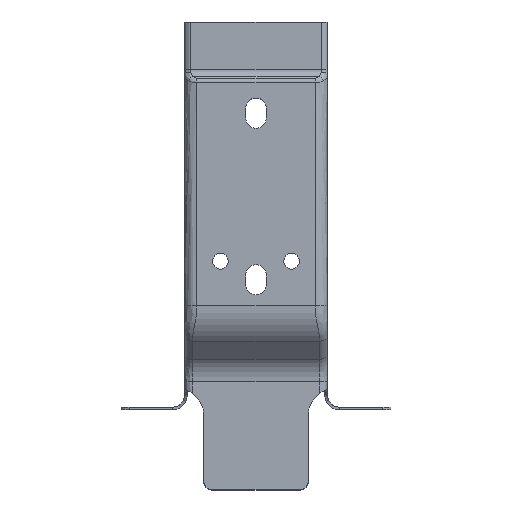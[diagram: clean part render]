
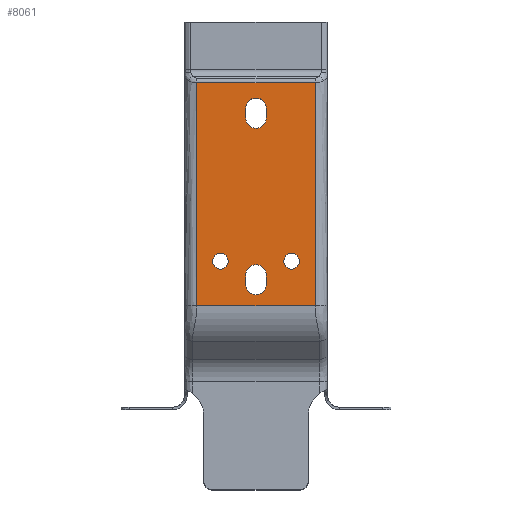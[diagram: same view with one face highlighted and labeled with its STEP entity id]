
A CAD part, top view. The second image highlights one B-rep face of the part: STEP entity #8061.
In plain terms, the highlighted free-form (B-spline) face has degree [1, 1] with [2, 2] control points.
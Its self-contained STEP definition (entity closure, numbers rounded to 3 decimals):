
#180=CARTESIAN_POINT('',(946.1,-813.391,0.));
#181=VERTEX_POINT('',#180);
#184=CARTESIAN_POINT('',(951.1,-813.391,0.));
#185=DIRECTION('',(-0.,-0.,-1.));
#186=DIRECTION('',(-1.,0.,0.));
#187=AXIS2_PLACEMENT_3D('',#184,#185,#186);
#188=CIRCLE('',#187,5.);
#189=CARTESIAN_POINT('',(956.1,-813.391,0.));
#190=CARTESIAN_POINT('',(946.1,-813.391,0.));
#191=TRIMMED_CURVE('',#188,(#189),(#190),.T.,.CARTESIAN.);
#192=CARTESIAN_POINT('',(956.1,-813.391,0.));
#193=VERTEX_POINT('',#192);
#194=EDGE_CURVE('',#193,#181,#191,.T.);
#228=CARTESIAN_POINT('',(951.1,-813.391,0.));
#229=DIRECTION('',(0.,-0.,-1.));
#230=DIRECTION('',(1.,0.,0.));
#231=AXIS2_PLACEMENT_3D('',#228,#229,#230);
#232=CIRCLE('',#231,5.);
#233=CARTESIAN_POINT('',(946.1,-813.391,0.));
#234=CARTESIAN_POINT('',(956.1,-813.391,0.));
#235=TRIMMED_CURVE('',#232,(#233),(#234),.T.,.CARTESIAN.);
#236=EDGE_CURVE('',#181,#193,#235,.T.);
#457=CARTESIAN_POINT('',(1000.9,-813.391,0.));
#458=VERTEX_POINT('',#457);
#481=CARTESIAN_POINT('',(990.9,-813.391,0.));
#482=VERTEX_POINT('',#481);
#485=CARTESIAN_POINT('',(995.9,-813.391,0.));
#486=DIRECTION('',(-0.,-0.,-1.));
#487=DIRECTION('',(-1.,0.,0.));
#488=AXIS2_PLACEMENT_3D('',#485,#486,#487);
#489=CIRCLE('',#488,5.);
#490=CARTESIAN_POINT('',(1000.9,-813.391,0.));
#491=CARTESIAN_POINT('',(990.9,-813.391,0.));
#492=TRIMMED_CURVE('',#489,(#490),(#491),.T.,.CARTESIAN.);
#493=EDGE_CURVE('',#458,#482,#492,.T.);
#518=CARTESIAN_POINT('',(995.9,-813.391,0.));
#519=DIRECTION('',(0.,-0.,-1.));
#520=DIRECTION('',(1.,0.,0.));
#521=AXIS2_PLACEMENT_3D('',#518,#519,#520);
#522=CIRCLE('',#521,5.);
#523=CARTESIAN_POINT('',(990.9,-813.391,0.));
#524=CARTESIAN_POINT('',(1000.9,-813.391,0.));
#525=TRIMMED_CURVE('',#522,(#523),(#524),.T.,.CARTESIAN.);
#526=EDGE_CURVE('',#482,#458,#525,.T.);
#6263=CARTESIAN_POINT('',(1010.9,-700.696,0.));
#6264=VERTEX_POINT('',#6263);
#6490=CARTESIAN_POINT('',(936.1,-700.696,0.));
#6491=VERTEX_POINT('',#6490);
#6570=CARTESIAN_POINT('',(936.1,-841.45,0.));
#6571=VERTEX_POINT('',#6570);
#6643=CARTESIAN_POINT('',(1010.9,-841.45,0.));
#6644=VERTEX_POINT('',#6643);
#7470=CARTESIAN_POINT('',(1010.9,-700.696,0.));
#7471=DIRECTION('',(0.,1.,0.));
#7472=VECTOR('',#7471,1.0);
#7473=LINE('',#7470,#7472);
#7474=CARTESIAN_POINT('',(1010.9,-841.45,0.));
#7475=CARTESIAN_POINT('',(1010.9,-700.696,0.));
#7476=TRIMMED_CURVE('',#7473,(#7474),(#7475),.T.,.CARTESIAN.);
#7477=EDGE_CURVE('',#6644,#6264,#7476,.T.);
#7497=CARTESIAN_POINT('',(936.1,-700.696,0.));
#7498=CARTESIAN_POINT('',(948.567,-700.696,0.));
#7499=CARTESIAN_POINT('',(973.5,-700.696,0.));
#7500=CARTESIAN_POINT('',(998.433,-700.696,0.));
#7501=CARTESIAN_POINT('',(1010.9,-700.696,0.));
#7502=B_SPLINE_CURVE_WITH_KNOTS('',3,(#7497,#7498,#7499,#7500,#7501),.UNSPECIFIED.,.F.,.T.,(4,1,4),(1399.1,1436.5,1473.9),.UNSPECIFIED.);
#7503=EDGE_CURVE('',#6491,#6264,#7502,.T.);
#7537=CARTESIAN_POINT('',(936.1,-841.45,0.));
#7538=DIRECTION('',(0.,1.,0.));
#7539=VECTOR('',#7538,1.0);
#7540=LINE('',#7537,#7539);
#7541=CARTESIAN_POINT('',(936.1,-841.45,0.));
#7542=CARTESIAN_POINT('',(936.1,-700.696,0.));
#7543=TRIMMED_CURVE('',#7540,(#7541),(#7542),.T.,.CARTESIAN.);
#7544=EDGE_CURVE('',#6571,#6491,#7543,.T.);
#7568=CARTESIAN_POINT('',(936.1,-841.45,0.));
#7569=CARTESIAN_POINT('',(948.567,-841.45,0.));
#7570=CARTESIAN_POINT('',(973.5,-841.45,0.));
#7571=CARTESIAN_POINT('',(998.433,-841.45,0.));
#7572=CARTESIAN_POINT('',(1010.9,-841.45,0.));
#7573=B_SPLINE_CURVE_WITH_KNOTS('',3,(#7568,#7569,#7570,#7571,#7572),.UNSPECIFIED.,.F.,.T.,(4,1,4),(1399.1,1436.5,1473.9),.UNSPECIFIED.);
#7574=EDGE_CURVE('',#6571,#6644,#7573,.T.);
#7601=CARTESIAN_POINT('',(980.,-723.,0.));
#7602=VERTEX_POINT('',#7601);
#7605=CARTESIAN_POINT('',(980.,-723.,0.));
#7606=CARTESIAN_POINT('',(980.,-722.,0.));
#7607=CARTESIAN_POINT('',(980.,-720.,0.));
#7608=CARTESIAN_POINT('',(980.,-718.,0.));
#7609=CARTESIAN_POINT('',(980.,-717.,0.));
#7610=B_SPLINE_CURVE_WITH_KNOTS('',3,(#7605,#7606,#7607,#7608,#7609),.UNSPECIFIED.,.F.,.T.,(4,1,4),(-3.,0.,3.),.UNSPECIFIED.);
#7611=CARTESIAN_POINT('',(980.,-717.,0.));
#7612=VERTEX_POINT('',#7611);
#7613=EDGE_CURVE('',#7602,#7612,#7610,.T.);
#7659=CARTESIAN_POINT('',(980.,-822.,0.));
#7660=VERTEX_POINT('',#7659);
#7663=CARTESIAN_POINT('',(973.5,-822.,0.));
#7664=DIRECTION('',(-0.,0.,1.));
#7665=DIRECTION('',(1.,0.,0.));
#7666=AXIS2_PLACEMENT_3D('',#7663,#7664,#7665);
#7667=CIRCLE('',#7666,6.5);
#7668=CARTESIAN_POINT('',(980.,-822.,0.));
#7669=CARTESIAN_POINT('',(967.,-822.,0.));
#7670=TRIMMED_CURVE('',#7667,(#7668),(#7669),.T.,.CARTESIAN.);
#7671=CARTESIAN_POINT('',(967.,-822.,0.));
#7672=VERTEX_POINT('',#7671);
#7673=EDGE_CURVE('',#7660,#7672,#7670,.T.);
#7716=CARTESIAN_POINT('',(980.,-828.,0.));
#7717=VERTEX_POINT('',#7716);
#7720=CARTESIAN_POINT('',(980.,-828.,0.));
#7721=CARTESIAN_POINT('',(980.,-827.,0.));
#7722=CARTESIAN_POINT('',(980.,-825.,0.));
#7723=CARTESIAN_POINT('',(980.,-823.,0.));
#7724=CARTESIAN_POINT('',(980.,-822.,0.));
#7725=B_SPLINE_CURVE_WITH_KNOTS('',3,(#7720,#7721,#7722,#7723,#7724),.UNSPECIFIED.,.F.,.T.,(4,1,4),(-3.,0.,3.),.UNSPECIFIED.);
#7726=EDGE_CURVE('',#7717,#7660,#7725,.T.);
#7762=CARTESIAN_POINT('',(967.,-828.,0.));
#7763=VERTEX_POINT('',#7762);
#7766=CARTESIAN_POINT('',(973.5,-828.,0.));
#7767=DIRECTION('',(0.,0.,1.));
#7768=DIRECTION('',(-1.,0.,0.));
#7769=AXIS2_PLACEMENT_3D('',#7766,#7767,#7768);
#7770=CIRCLE('',#7769,6.5);
#7771=CARTESIAN_POINT('',(967.,-828.,0.));
#7772=CARTESIAN_POINT('',(980.,-828.,0.));
#7773=TRIMMED_CURVE('',#7770,(#7771),(#7772),.T.,.CARTESIAN.);
#7774=EDGE_CURVE('',#7763,#7717,#7773,.T.);
#7813=CARTESIAN_POINT('',(967.,-828.,0.));
#7814=CARTESIAN_POINT('',(967.,-827.,0.));
#7815=CARTESIAN_POINT('',(967.,-825.,0.));
#7816=CARTESIAN_POINT('',(967.,-823.,0.));
#7817=CARTESIAN_POINT('',(967.,-822.,0.));
#7818=B_SPLINE_CURVE_WITH_KNOTS('',3,(#7813,#7814,#7815,#7816,#7817),.UNSPECIFIED.,.F.,.T.,(4,1,4),(-3.,0.,3.),.UNSPECIFIED.);
#7819=EDGE_CURVE('',#7763,#7672,#7818,.T.);
#7976=CARTESIAN_POINT('',(967.,-723.,0.));
#7977=VERTEX_POINT('',#7976);
#7980=CARTESIAN_POINT('',(973.5,-723.,0.));
#7981=DIRECTION('',(0.,0.,1.));
#7982=DIRECTION('',(-1.,0.,0.));
#7983=AXIS2_PLACEMENT_3D('',#7980,#7981,#7982);
#7984=CIRCLE('',#7983,6.5);
#7985=CARTESIAN_POINT('',(967.,-723.,0.));
#7986=CARTESIAN_POINT('',(980.,-723.,0.));
#7987=TRIMMED_CURVE('',#7984,(#7985),(#7986),.T.,.CARTESIAN.);
#7988=EDGE_CURVE('',#7977,#7602,#7987,.T.);
#8012=CARTESIAN_POINT('',(-463.,1500.,0.));
#8013=CARTESIAN_POINT('',(-463.,-1500.,0.));
#8014=CARTESIAN_POINT('',(3530.,1500.,0.));
#8015=CARTESIAN_POINT('',(3530.,-1500.,0.));
#8016=B_SPLINE_SURFACE_WITH_KNOTS('',1,1,((#8012,#8013),(#8014,#8015)),.UNSPECIFIED.,.F.,.F.,.U.,(2,2),(2,2),(0.,3993.),(0.,3000.),.UNSPECIFIED.);
#8017=ORIENTED_EDGE('',*,*,#526,.T.);
#8018=ORIENTED_EDGE('',*,*,#493,.T.);
#8019=EDGE_LOOP('',(#8017,#8018));
#8020=ORIENTED_EDGE('',*,*,#236,.T.);
#8021=ORIENTED_EDGE('',*,*,#194,.T.);
#8022=EDGE_LOOP('',(#8020,#8021));
#8023=CARTESIAN_POINT('',(973.498,-717.,0.));
#8024=DIRECTION('',(0.,-0.,1.));
#8025=DIRECTION('',(-1.,0.,0.));
#8026=AXIS2_PLACEMENT_3D('',#8023,#8024,#8025);
#8027=CIRCLE('',#8026,6.498);
#8028=CARTESIAN_POINT('',(979.996,-717.,0.));
#8029=CARTESIAN_POINT('',(967.,-717.,0.));
#8030=TRIMMED_CURVE('',#8027,(#8028),(#8029),.T.,.CARTESIAN.);
#8031=CARTESIAN_POINT('',(967.,-717.,0.));
#8032=VERTEX_POINT('',#8031);
#8033=EDGE_CURVE('',#7612,#8032,#8030,.T.);
#8034=ORIENTED_EDGE('',*,*,#8033,.F.);
#8035=ORIENTED_EDGE('',*,*,#7613,.F.);
#8036=ORIENTED_EDGE('',*,*,#7988,.F.);
#8037=CARTESIAN_POINT('',(967.,-723.,0.));
#8038=CARTESIAN_POINT('',(967.,-722.,0.));
#8039=CARTESIAN_POINT('',(967.,-720.,0.));
#8040=CARTESIAN_POINT('',(967.,-718.,0.));
#8041=CARTESIAN_POINT('',(967.,-717.,0.));
#8042=B_SPLINE_CURVE_WITH_KNOTS('',3,(#8037,#8038,#8039,#8040,#8041),.UNSPECIFIED.,.F.,.T.,(4,1,4),(105.,108.,111.),.UNSPECIFIED.);
#8043=EDGE_CURVE('',#7977,#8032,#8042,.T.);
#8044=ORIENTED_EDGE('',*,*,#8043,.T.);
#8045=EDGE_LOOP('',(#8034,#8035,#8036,#8044));
#8046=ORIENTED_EDGE('',*,*,#7673,.F.);
#8047=ORIENTED_EDGE('',*,*,#7726,.F.);
#8048=ORIENTED_EDGE('',*,*,#7774,.F.);
#8049=ORIENTED_EDGE('',*,*,#7819,.T.);
#8050=EDGE_LOOP('',(#8046,#8047,#8048,#8049));
#8051=ORIENTED_EDGE('',*,*,#7477,.T.);
#8052=ORIENTED_EDGE('',*,*,#7503,.F.);
#8053=ORIENTED_EDGE('',*,*,#7544,.F.);
#8054=ORIENTED_EDGE('',*,*,#7574,.T.);
#8055=EDGE_LOOP('',(#8051,#8052,#8053,#8054));
#8056=FACE_BOUND('',#8019,.T.);
#8057=FACE_BOUND('',#8022,.T.);
#8058=FACE_BOUND('',#8045,.T.);
#8059=FACE_BOUND('',#8050,.T.);
#8060=FACE_OUTER_BOUND('',#8055,.T.);
#8061=ADVANCED_FACE('',(#8056,#8057,#8058,#8059,#8060),#8016,.F.);
